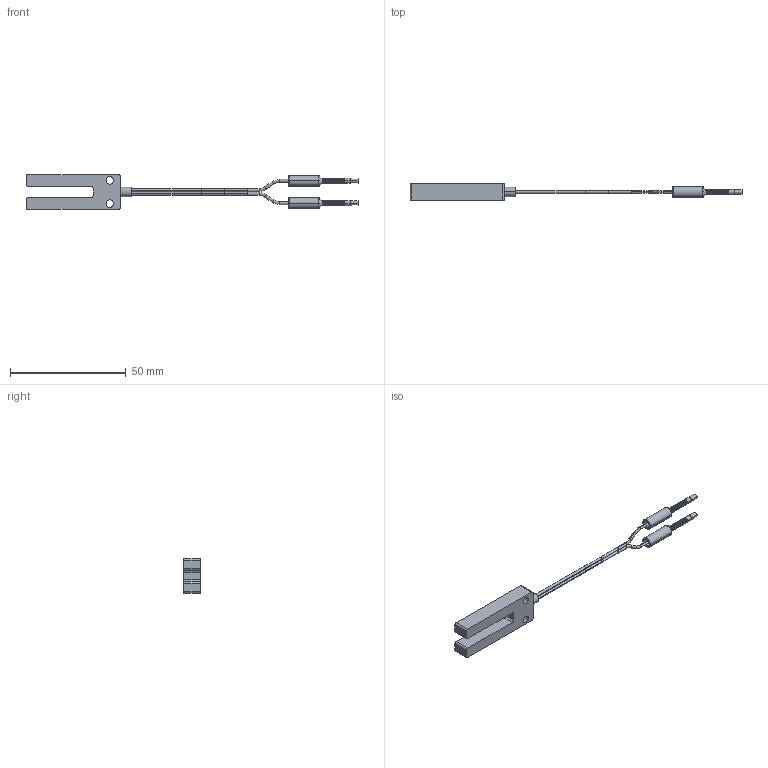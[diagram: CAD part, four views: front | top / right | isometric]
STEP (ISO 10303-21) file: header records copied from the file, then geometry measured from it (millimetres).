
FILE_DESCRIPTION((''),'2;1');
FILE_NAME('193380_ASM','2016-03-03T',('pdmadmin'),(''),'PRO/ENGINEER BY PARAMETRIC TECHNOLOGY CORPORATION, 2013230','PRO/ENGINEER BY PARAMETRIC TECHNOLOGY CORPORATION, 2013230','');
FILE_SCHEMA(('CONFIG_CONTROL_DESIGN'));
Length unit declared in the file: millimetre
Products named in the file (6): 12788_HSG; 39412; 39412_CURVED; 110532; 25738_ASM; 193380_ASM
Assembly tree (8 placements, depth 3):
  193380_ASM
    25738_ASM
      12788_HSG
      39412  x2
      39412_CURVED  x2
      110532  x2
Bounding box: 143.47 x 7 x 15 mm (x, y, z)
Volume: 3697.8 mm3; surface area: 4217.5 mm2
Topology: 9 solids, 11 shells, 952 faces, 1920 edges, 992 vertices
Faces by surface type: torus 424, cone 264, cylinder 210, plane 42, bspline 12
Entity records: 13325 total; most frequent: DIRECTION 2750, CARTESIAN_POINT 2305, ORIENTED_EDGE 2024, AXIS2_PLACEMENT_3D 1225, EDGE_CURVE 1014, CIRCLE 710, VERTEX_POINT 532, EDGE_LOOP 512
